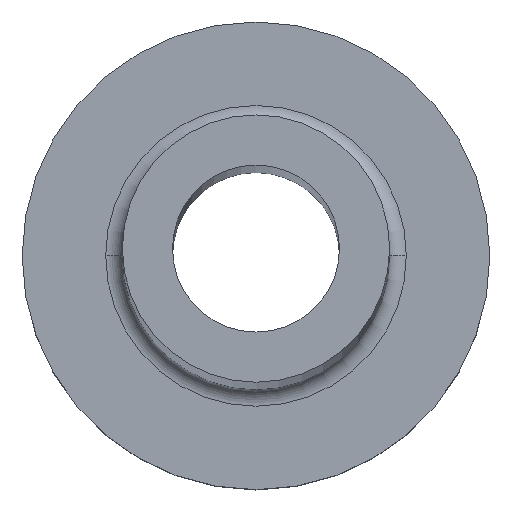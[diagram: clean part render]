
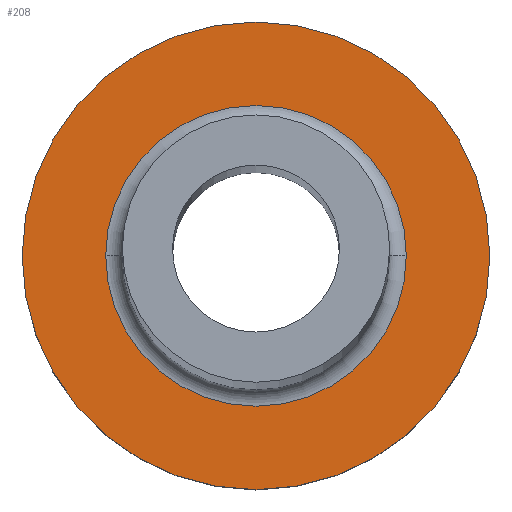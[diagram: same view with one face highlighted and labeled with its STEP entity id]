
A CAD part, top view. The second image highlights one B-rep face of the part: STEP entity #208.
In plain terms, the highlighted planar face has unit normal (0, 0, 1).
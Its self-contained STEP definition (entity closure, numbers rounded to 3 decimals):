
#3 = ORIENTED_EDGE ( 'NONE', *, *, #222, .T. ) ;
#9 = DIRECTION ( 'NONE',  ( 1., 0., 0. ) ) ;
#11 = CARTESIAN_POINT ( 'NONE',  ( 0., 0., 5. ) ) ;
#14 = DIRECTION ( 'NONE',  ( 0., 0., 1. ) ) ;
#17 = CARTESIAN_POINT ( 'NONE',  ( -7., 0., 5. ) ) ;
#30 = ORIENTED_EDGE ( 'NONE', *, *, #301, .T. ) ;
#42 = CARTESIAN_POINT ( 'NONE',  ( 0., 0., 5. ) ) ;
#50 = FACE_OUTER_BOUND ( 'NONE', #66, .T. ) ;
#52 = DIRECTION ( 'NONE',  ( 0., 0., 1. ) ) ;
#62 = VERTEX_POINT ( 'NONE', #251 ) ;
#63 = AXIS2_PLACEMENT_3D ( 'NONE', #224, #103, #332 ) ;
#66 = EDGE_LOOP ( 'NONE', ( #156, #328 ) ) ;
#75 = CARTESIAN_POINT ( 'NONE',  ( 4.5, 0., 5. ) ) ;
#89 = AXIS2_PLACEMENT_3D ( 'NONE', #11, #296, #139 ) ;
#103 = DIRECTION ( 'NONE',  ( 0., 0., -1. ) ) ;
#125 = CIRCLE ( 'NONE', #357, 7. ) ;
#130 = AXIS2_PLACEMENT_3D ( 'NONE', #42, #272, #9 ) ;
#139 = DIRECTION ( 'NONE',  ( 1., 0., 0. ) ) ;
#156 = ORIENTED_EDGE ( 'NONE', *, *, #379, .T. ) ;
#162 = CIRCLE ( 'NONE', #130, 7. ) ;
#208 = ADVANCED_FACE ( 'NONE', ( #336, #50 ), #302, .T. ) ;
#222 = EDGE_CURVE ( 'NONE', #266, #323, #230, .T. ) ;
#224 = CARTESIAN_POINT ( 'NONE',  ( 0., 0., 5. ) ) ;
#230 = CIRCLE ( 'NONE', #89, 4.5 ) ;
#236 = EDGE_CURVE ( 'NONE', #62, #292, #125, .T. ) ;
#247 = CARTESIAN_POINT ( 'NONE',  ( 0., 0., 5. ) ) ;
#251 = CARTESIAN_POINT ( 'NONE',  ( 7., 0., 5. ) ) ;
#252 = CARTESIAN_POINT ( 'NONE',  ( 0., 0., 5. ) ) ;
#266 = VERTEX_POINT ( 'NONE', #75 ) ;
#272 = DIRECTION ( 'NONE',  ( 0., 0., 1. ) ) ;
#278 = DIRECTION ( 'NONE',  ( 1., 0., 0. ) ) ;
#292 = VERTEX_POINT ( 'NONE', #17 ) ;
#293 = CARTESIAN_POINT ( 'NONE',  ( -4.5, 0., 5. ) ) ;
#294 = CIRCLE ( 'NONE', #63, 4.5 ) ;
#296 = DIRECTION ( 'NONE',  ( 0., 0., -1. ) ) ;
#301 = EDGE_CURVE ( 'NONE', #323, #266, #294, .T. ) ;
#302 = PLANE ( 'NONE',  #374 ) ;
#322 = EDGE_LOOP ( 'NONE', ( #3, #30 ) ) ;
#323 = VERTEX_POINT ( 'NONE', #293 ) ;
#328 = ORIENTED_EDGE ( 'NONE', *, *, #236, .T. ) ;
#332 = DIRECTION ( 'NONE',  ( 1., 0., 0. ) ) ;
#336 = FACE_BOUND ( 'NONE', #322, .T. ) ;
#357 = AXIS2_PLACEMENT_3D ( 'NONE', #252, #52, #366 ) ;
#366 = DIRECTION ( 'NONE',  ( 1., 0., 0. ) ) ;
#374 = AXIS2_PLACEMENT_3D ( 'NONE', #247, #14, #278 ) ;
#379 = EDGE_CURVE ( 'NONE', #292, #62, #162, .T. ) ;
